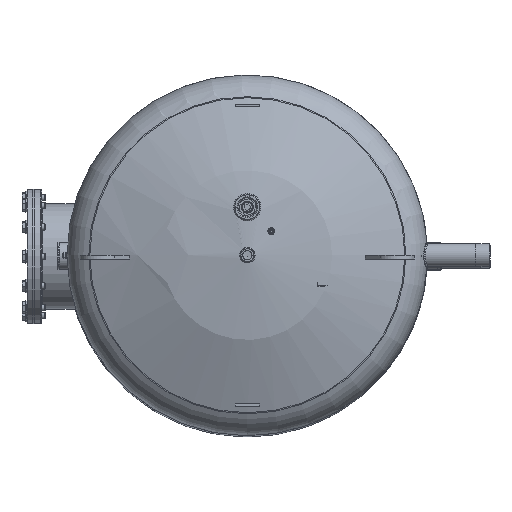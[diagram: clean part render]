
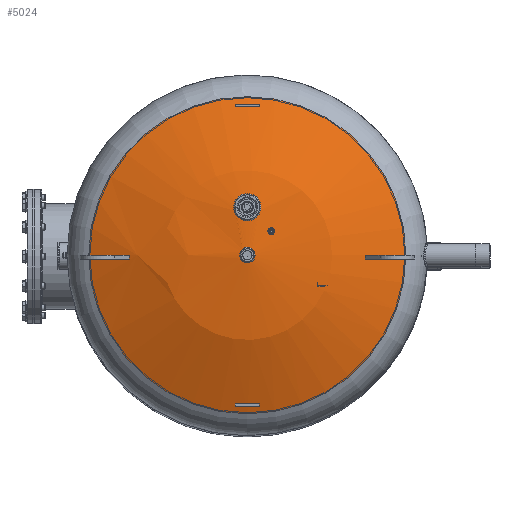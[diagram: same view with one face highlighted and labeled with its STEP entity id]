
A CAD part, top view. The second image highlights one B-rep face of the part: STEP entity #5024.
In plain terms, the highlighted spherical face has radius 755 mm.
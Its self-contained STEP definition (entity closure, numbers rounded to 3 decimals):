
#20=SPHERICAL_SURFACE('',#6611,755.);
#136=B_SPLINE_CURVE_WITH_KNOTS('',3,(#43427,#43428,#43429,#43430,#43431,
#43432,#43433,#43434,#43435,#43436,#43437,#43438,#43439,#43440,#43441,#43442,
#43443,#43444,#43445,#43446,#43447,#43448,#43449,#43450,#43451,#43452,#43453,
#43454,#43455,#43456,#43457,#43458,#43459,#43460,#43461,#43462,#43463,#43464,
#43465,#43466,#43467,#43468,#43469,#43470,#43471,#43472,#43473,#43474,#43475),
 .UNSPECIFIED.,.T.,.F.,(1,1,1,1,1,1,1,1,1,1,1,1,1,1,1,1,1,1,1,1,1,1,1,1,
1,1,1,1,1,1,1,1,1,1,1,1,1,1,1,1,1,1,1,1,1,1,1,1,1,1,1,1,1),(-0.013,
-0.011,-0.005,0.,0.005,
0.008,0.011,0.016,0.021,
0.026,0.029,0.032,0.034,
0.037,0.042,0.048,0.053,
0.056,0.058,0.061,0.064,
0.066,0.069,0.072,0.074,
0.079,0.085,0.09,0.093,
0.095,0.098,0.101,0.106,
0.111,0.117,0.119,0.122,
0.125,0.127,0.13,0.132,
0.135,0.138,0.143,0.148,
0.154,0.156,0.159,0.164,
0.17,0.175,0.178,0.18),
 .UNSPECIFIED.);
#851=CIRCLE('',#6601,329.963);
#857=CIRCLE('',#6612,14.7);
#1622=ORIENTED_EDGE('',*,*,#2411,.F.);
#1623=ORIENTED_EDGE('',*,*,#2412,.F.);
#1624=ORIENTED_EDGE('',*,*,#2402,.F.);
#2402=EDGE_CURVE('',#2908,#2908,#851,.T.);
#2411=EDGE_CURVE('',#2915,#2915,#136,.T.);
#2412=EDGE_CURVE('',#2916,#2916,#857,.F.);
#2908=VERTEX_POINT('',#43335);
#2915=VERTEX_POINT('',#43476);
#2916=VERTEX_POINT('',#43478);
#3806=EDGE_LOOP('',(#1622));
#3807=EDGE_LOOP('',(#1623));
#3808=EDGE_LOOP('',(#1624));
#4454=FACE_BOUND('',#3806,.T.);
#4455=FACE_BOUND('',#3807,.T.);
#4456=FACE_BOUND('',#3808,.T.);
#5024=ADVANCED_FACE('',(#4454,#4455,#4456),#20,.T.);
#6601=AXIS2_PLACEMENT_3D('',#43334,#7799,#7800);
#6611=AXIS2_PLACEMENT_3D('',#43426,#7819,#7820);
#6612=AXIS2_PLACEMENT_3D('',#43477,#7821,#7822);
#7799=DIRECTION('',(0.,0.,-1.));
#7800=DIRECTION('',(-1.,0.,0.));
#7819=DIRECTION('',(0.,0.,-1.));
#7820=DIRECTION('',(-1.,0.,0.));
#7821=DIRECTION('',(0.,0.,-1.));
#7822=DIRECTION('',(0.,1.,0.));
#43334=CARTESIAN_POINT('',(0.,0.,103.069));
#43335=CARTESIAN_POINT('',(-329.963,0.,103.069));
#43426=CARTESIAN_POINT('',(0.,0.,-576.01));
#43427=CARTESIAN_POINT('',(-19.513,81.084,174.376));
#43428=CARTESIAN_POINT('',(-15.408,77.614,174.838));
#43429=CARTESIAN_POINT('',(-11.519,75.47,175.123));
#43430=CARTESIAN_POINT('',(-8.206,74.231,175.288));
#43431=CARTESIAN_POINT('',(-4.737,73.314,175.41));
#43432=CARTESIAN_POINT('',(-0.355,72.827,175.475));
#43433=CARTESIAN_POINT('',(5.023,73.292,175.413));
#43434=CARTESIAN_POINT('',(9.263,74.529,175.249));
#43435=CARTESIAN_POINT('',(12.516,76.027,175.049));
#43436=CARTESIAN_POINT('',(14.796,77.364,174.871));
#43437=CARTESIAN_POINT('',(16.937,78.916,174.664));
#43438=CARTESIAN_POINT('',(19.61,81.293,174.348));
#43439=CARTESIAN_POINT('',(22.428,84.658,173.899));
#43440=CARTESIAN_POINT('',(25.004,89.362,173.272));
#43441=CARTESIAN_POINT('',(26.318,93.534,172.715));
#43442=CARTESIAN_POINT('',(26.882,97.049,172.245));
#43443=CARTESIAN_POINT('',(27.04,99.675,171.894));
#43444=CARTESIAN_POINT('',(26.945,102.298,171.543));
#43445=CARTESIAN_POINT('',(26.59,104.932,171.191));
#43446=CARTESIAN_POINT('',(25.979,107.512,170.845));
#43447=CARTESIAN_POINT('',(25.127,109.996,170.513));
#43448=CARTESIAN_POINT('',(24.035,112.397,170.191));
#43449=CARTESIAN_POINT('',(22.244,115.481,169.778));
#43450=CARTESIAN_POINT('',(19.515,118.91,169.318));
#43451=CARTESIAN_POINT('',(15.407,122.385,168.851));
#43452=CARTESIAN_POINT('',(11.556,124.516,168.565));
#43453=CARTESIAN_POINT('',(8.196,125.773,168.396));
#43454=CARTESIAN_POINT('',(5.635,126.449,168.306));
#43455=CARTESIAN_POINT('',(3.021,126.875,168.248));
#43456=CARTESIAN_POINT('',(-0.561,127.097,168.218));
#43457=CARTESIAN_POINT('',(-4.962,126.719,168.269));
#43458=CARTESIAN_POINT('',(-10.142,125.212,168.472));
#43459=CARTESIAN_POINT('',(-14.046,123.178,168.745));
#43460=CARTESIAN_POINT('',(-16.945,121.078,169.027));
#43461=CARTESIAN_POINT('',(-18.922,119.32,169.263));
#43462=CARTESIAN_POINT('',(-20.714,117.386,169.522));
#43463=CARTESIAN_POINT('',(-22.325,115.263,169.807));
#43464=CARTESIAN_POINT('',(-23.715,112.998,170.111));
#43465=CARTESIAN_POINT('',(-24.864,110.633,170.427));
#43466=CARTESIAN_POINT('',(-25.783,108.16,170.759));
#43467=CARTESIAN_POINT('',(-26.687,104.718,171.219));
#43468=CARTESIAN_POINT('',(-27.17,100.375,171.8));
#43469=CARTESIAN_POINT('',(-26.717,95.043,172.513));
#43470=CARTESIAN_POINT('',(-25.506,90.839,173.075));
#43471=CARTESIAN_POINT('',(-24.03,87.594,173.508));
#43472=CARTESIAN_POINT('',(-22.271,84.561,173.912));
#43473=CARTESIAN_POINT('',(-19.513,81.084,174.376));
#43474=CARTESIAN_POINT('',(-15.408,77.614,174.838));
#43475=CARTESIAN_POINT('',(-11.519,75.47,175.123));
#43476=CARTESIAN_POINT('',(-15.314,77.763,174.818));
#43477=CARTESIAN_POINT('',(0.,0.,
178.846));
#43478=CARTESIAN_POINT('',(0.,14.7,178.846));
